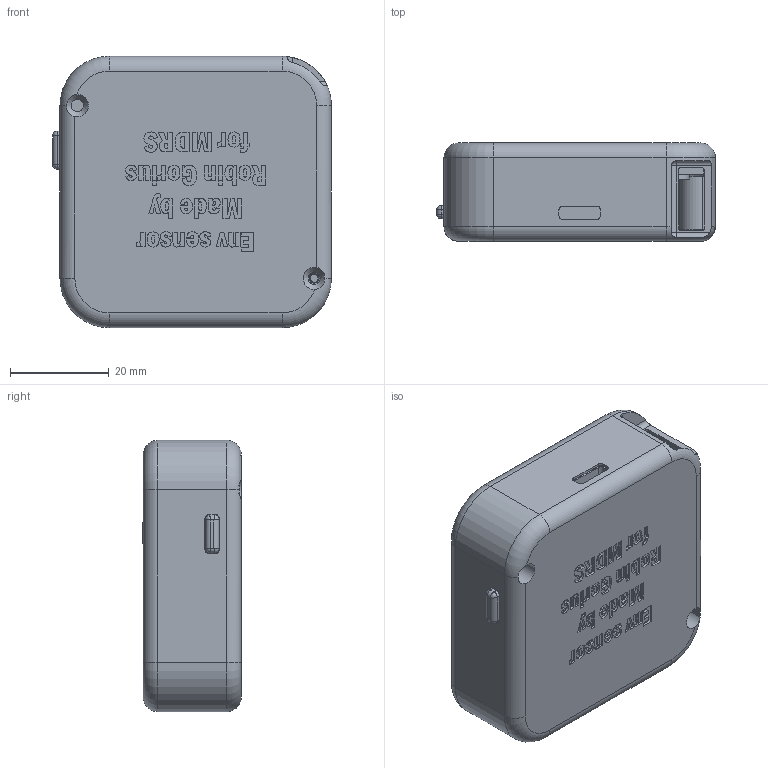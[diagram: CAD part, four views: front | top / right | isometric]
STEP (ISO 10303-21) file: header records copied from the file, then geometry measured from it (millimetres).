
FILE_DESCRIPTION(/* description */ ('','CAx-IF Rec.Pracs.---Representation and Presentation of Product Manufacturing Information (PMI)---4.0---2014-10-13'),/* implementation_level */ '2;1');
FILE_NAME(/* name */ 'Capteur_environnementaux_MDRS v32.step',/* time_stamp */ '2025-03-26T16:25:49+01:00',/* author */ (''),/* organization */ (''),/* preprocessor_version */ 'ST-DEVELOPER v20',/* originating_system */ 'Autodesk Translation Framework v13.20.0.188',/* authorisation */ '');
FILE_SCHEMA (('AP242_MANAGED_MODEL_BASED_3D_ENGINEERING_MIM_LF { 1 0 10303 442 1 1 4 }'));
Products named in the file (13): Capteur_environnementaux_MDRS; Esp32; Oled; SCD40; SGP40; BME280; TSL2591; top; Bottom; main; Bnt; Lock plate scd; lock plate oled
Assembly tree (12 placements, depth 3):
  Capteur_environnementaux_MDRS
    Esp32
    Oled
    SCD40
    SGP40
    BME280
    TSL2591
    top
    Bottom
      main
    Bnt
    Lock plate scd
    lock plate oled
Bounding box: 56.5 x 20 x 55 mm (x, y, z)
Volume: 29001.7 mm3; surface area: 31102 mm2
Topology: 11 solids, 11 shells, 1756 faces, 4377 edges, 2785 vertices
Faces by surface type: plane 701, cylinder 517, bspline 392, torus 93, cone 31, sphere 22
Full cylindrical faces by diameter (mm): 0.8 x1, 1 x64, 1.4 x54, 1.5 x6, 1.6 x4, 2 x11, 2.5 x8, 3.1 x2, 3.4 x1, 3.5 x2, 4 x1, 4.1 x2
Entity records: 58634 total; most frequent: CARTESIAN_POINT 17296, ORIENTED_EDGE 8740, DIRECTION 7627, EDGE_CURVE 4370, VERTEX_POINT 2785, AXIS2_PLACEMENT_3D 2621, LINE 2385, VECTOR 2385
